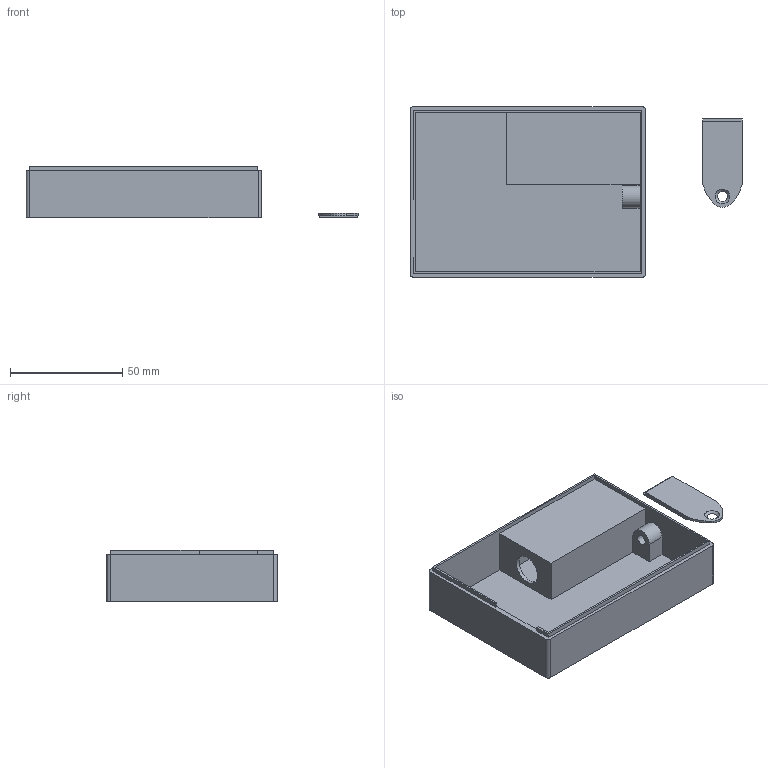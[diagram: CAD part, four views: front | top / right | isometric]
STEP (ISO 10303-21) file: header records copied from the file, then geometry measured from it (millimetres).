
FILE_DESCRIPTION(/* description */ (''),/* implementation_level */ '2;1');
FILE_NAME(/* name */ 'Meter Case v15.step',/* time_stamp */ '2021-08-07T16:23:23-05:00',/* author */ (''),/* organization */ (''),/* preprocessor_version */ 'ST-DEVELOPER v18.1',/* originating_system */ 'Autodesk Translation Framework v10.9.0.1377',/* authorisation */ '');
FILE_SCHEMA (('AUTOMOTIVE_DESIGN { 1 0 10303 214 3 1 1 }'));
Length unit declared in the file: millimetre
Products named in the file (3): Meter Case; Case Body Back; Battery cover
Assembly tree (2 placements, depth 2):
  Meter Case
    Case Body Back
    Battery cover
Bounding box: 148 x 76 x 23.1 mm (x, y, z)
Volume: 37095.4 mm3; surface area: 38486.8 mm2
Topology: 2 solids, 2 shells, 65 faces, 168 edges, 110 vertices
Faces by surface type: plane 49, cylinder 12, cone 3, bspline 1
Full cylindrical faces by diameter (mm): 3.2 x1, 13.2 x1
Entity records: 2107 total; most frequent: CARTESIAN_POINT 405, ORIENTED_EDGE 336, DIRECTION 333, EDGE_CURVE 168, LINE 137, VECTOR 137, VERTEX_POINT 110, AXIS2_PLACEMENT_3D 98
